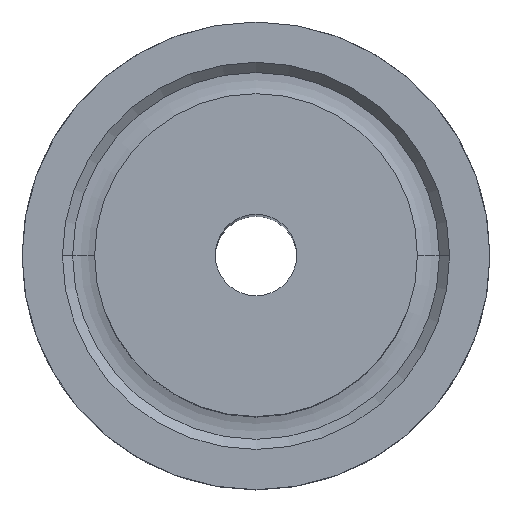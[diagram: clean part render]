
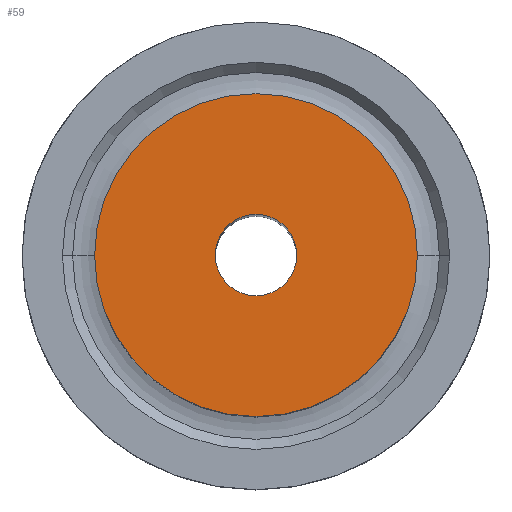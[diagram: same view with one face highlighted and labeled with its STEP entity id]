
A CAD part, top view. The second image highlights one B-rep face of the part: STEP entity #59.
In plain terms, the highlighted planar face has unit normal (0, 0, 1).
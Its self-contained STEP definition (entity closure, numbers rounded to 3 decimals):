
#14 = CARTESIAN_POINT ( 'NONE',  ( -2., 0., 0. ) ) ;
#25 = AXIS2_PLACEMENT_3D ( 'NONE', #835, #691, #911 ) ;
#59 = ADVANCED_FACE ( 'NONE', ( #541, #708 ), #764, .F. ) ;
#79 = EDGE_LOOP ( 'NONE', ( #651, #197 ) ) ;
#82 = DIRECTION ( 'NONE',  ( 0., 0., 1. ) ) ;
#87 = CARTESIAN_POINT ( 'NONE',  ( 0., 0., 0. ) ) ;
#146 = DIRECTION ( 'NONE',  ( 0., 0., 1. ) ) ;
#156 = DIRECTION ( 'NONE',  ( 1., 0., 0. ) ) ;
#182 = CIRCLE ( 'NONE', #262, 2. ) ;
#190 = VERTEX_POINT ( 'NONE', #554 ) ;
#197 = ORIENTED_EDGE ( 'NONE', *, *, #926, .T. ) ;
#262 = AXIS2_PLACEMENT_3D ( 'NONE', #520, #82, #593 ) ;
#305 = CARTESIAN_POINT ( 'NONE',  ( 7.937, 0., 0. ) ) ;
#309 = AXIS2_PLACEMENT_3D ( 'NONE', #87, #598, #156 ) ;
#379 = VERTEX_POINT ( 'NONE', #305 ) ;
#385 = VERTEX_POINT ( 'NONE', #14 ) ;
#419 = CARTESIAN_POINT ( 'NONE',  ( 0., 0., 0. ) ) ;
#421 = EDGE_CURVE ( 'NONE', #379, #638, #826, .T. ) ;
#433 = AXIS2_PLACEMENT_3D ( 'NONE', #419, #932, #494 ) ;
#494 = DIRECTION ( 'NONE',  ( 1., 0., 0. ) ) ;
#514 = ORIENTED_EDGE ( 'NONE', *, *, #817, .F. ) ;
#515 = CARTESIAN_POINT ( 'NONE',  ( -7.937, 0., 0. ) ) ;
#520 = CARTESIAN_POINT ( 'NONE',  ( 0., 0., 0. ) ) ;
#541 = FACE_BOUND ( 'NONE', #768, .T. ) ;
#554 = CARTESIAN_POINT ( 'NONE',  ( 2., 0., 0. ) ) ;
#567 = ORIENTED_EDGE ( 'NONE', *, *, #860, .F. ) ;
#574 = CIRCLE ( 'NONE', #917, 2. ) ;
#589 = CARTESIAN_POINT ( 'NONE',  ( 0., 0., 0. ) ) ;
#590 = CIRCLE ( 'NONE', #309, 7.937 ) ;
#593 = DIRECTION ( 'NONE',  ( 1., 0., 0. ) ) ;
#598 = DIRECTION ( 'NONE',  ( 0., 0., 1. ) ) ;
#638 = VERTEX_POINT ( 'NONE', #515 ) ;
#651 = ORIENTED_EDGE ( 'NONE', *, *, #421, .T. ) ;
#664 = DIRECTION ( 'NONE',  ( 1., 0., 0. ) ) ;
#691 = DIRECTION ( 'NONE',  ( 0., 0., -1. ) ) ;
#708 = FACE_OUTER_BOUND ( 'NONE', #79, .T. ) ;
#764 = PLANE ( 'NONE',  #25 ) ;
#768 = EDGE_LOOP ( 'NONE', ( #567, #514 ) ) ;
#817 = EDGE_CURVE ( 'NONE', #385, #190, #574, .T. ) ;
#826 = CIRCLE ( 'NONE', #433, 7.937 ) ;
#835 = CARTESIAN_POINT ( 'NONE',  ( 0., 7.937, 0. ) ) ;
#860 = EDGE_CURVE ( 'NONE', #190, #385, #182, .T. ) ;
#911 = DIRECTION ( 'NONE',  ( -1., 0., 0. ) ) ;
#917 = AXIS2_PLACEMENT_3D ( 'NONE', #589, #146, #664 ) ;
#926 = EDGE_CURVE ( 'NONE', #638, #379, #590, .T. ) ;
#932 = DIRECTION ( 'NONE',  ( 0., 0., 1. ) ) ;
